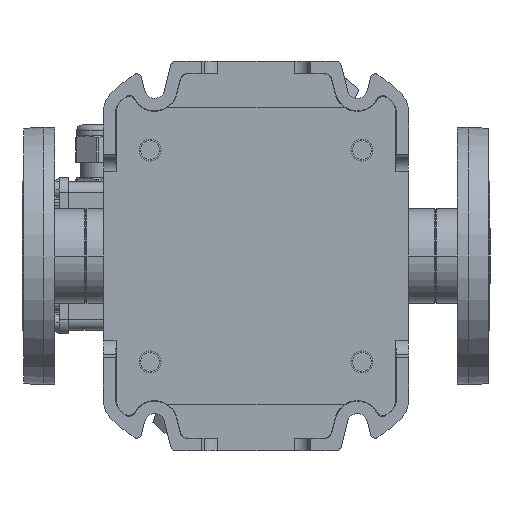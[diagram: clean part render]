
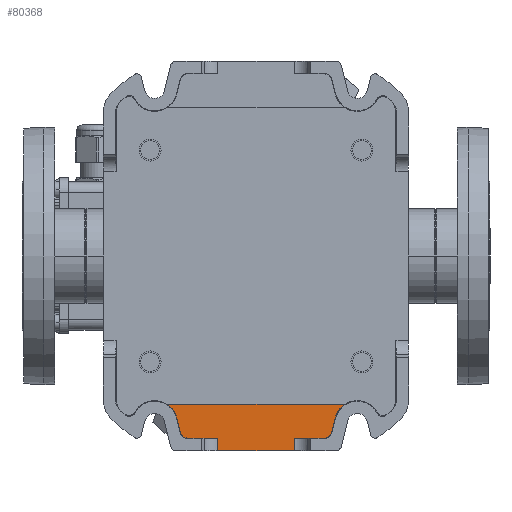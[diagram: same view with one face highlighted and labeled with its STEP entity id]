
A CAD part, front view. The second image highlights one B-rep face of the part: STEP entity #80368.
In plain terms, the highlighted planar face has unit normal (0, -1, 0).
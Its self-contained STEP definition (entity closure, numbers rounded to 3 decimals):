
#204 = DIRECTION ( 'NONE',  ( 0., 0., -1. ) ) ;
#884 = CARTESIAN_POINT ( 'NONE',  ( 57.246, 8., -95. ) ) ;
#2510 = CARTESIAN_POINT ( 'NONE',  ( 48.469, 8., -113.001 ) ) ;
#3652 = EDGE_CURVE ( 'NONE', #50749, #32761, #11470, .T. ) ;
#4460 =( BOUNDED_CURVE ( )  B_SPLINE_CURVE ( 3, ( #65919, #58024, #13505, #73788 ),
 .UNSPECIFIED., .F., .F. ) 
 B_SPLINE_CURVE_WITH_KNOTS ( ( 4, 4 ),
 ( 2.479, 3.805 ),
 .UNSPECIFIED. ) 
 CURVE ( )  GEOMETRIC_REPRESENTATION_ITEM ( )  RATIONAL_B_SPLINE_CURVE ( ( 1., 0.859, 0.859, 1. ) ) 
 REPRESENTATION_ITEM ( '' )  );
#4554 = CARTESIAN_POINT ( 'NONE',  ( -47.687, 8., -116.791 ) ) ;
#5176 = VERTEX_POINT ( 'NONE', #20270 ) ;
#6062 = VECTOR ( 'NONE', #53632, 1000. ) ;
#8520 = ORIENTED_EDGE ( 'NONE', *, *, #61311, .T. ) ;
#10198 = EDGE_LOOP ( 'NONE', ( #90277, #15295, #85633, #53871, #45931, #88449, #23825, #8520, #44551, #46826, #51025, #56874 ) ) ;
#11421 = VERTEX_POINT ( 'NONE', #74428 ) ;
#11470 = LINE ( 'NONE', #4554, #60225 ) ;
#13505 = CARTESIAN_POINT ( 'NONE',  ( -46.008, 8., -116.791 ) ) ;
#14418 = VERTEX_POINT ( 'NONE', #26122 ) ;
#14538 = EDGE_CURVE ( 'NONE', #11421, #58939, #63672, .T. ) ;
#15295 = ORIENTED_EDGE ( 'NONE', *, *, #42273, .T. ) ;
#17183 = CARTESIAN_POINT ( 'NONE',  ( 50.727, 8., -103.941 ) ) ;
#17368 = CARTESIAN_POINT ( 'NONE',  ( 43.619, 8., -116.791 ) ) ;
#18854 = VECTOR ( 'NONE', #204, 1000. ) ;
#19244 = AXIS2_PLACEMENT_3D ( 'NONE', #66636, #73539, #74509 ) ;
#20270 = CARTESIAN_POINT ( 'NONE',  ( 48.469, 8., -113.001 ) ) ;
#22371 = CIRCLE ( 'NONE', #19244, 14.709 ) ;
#23448 = CARTESIAN_POINT ( 'NONE',  ( -24.608, 8., 0. ) ) ;
#23825 = ORIENTED_EDGE ( 'NONE', *, *, #3652, .T. ) ;
#24475 = VECTOR ( 'NONE', #75081, 1000. ) ;
#24747 = EDGE_CURVE ( 'NONE', #11421, #50749, #48740, .T. ) ;
#25897 = CARTESIAN_POINT ( 'NONE',  ( 43.619, 8., -116.791 ) ) ;
#26122 = CARTESIAN_POINT ( 'NONE',  ( -48.469, 8., -113.001 ) ) ;
#26516 = CARTESIAN_POINT ( 'NONE',  ( 24.608, 8., -116.791 ) ) ;
#27107 = CARTESIAN_POINT ( 'NONE',  ( 0., 8., -124.791 ) ) ;
#27544 = EDGE_CURVE ( 'NONE', #91823, #5176, #46831, .T. ) ;
#29678 = VECTOR ( 'NONE', #47387, 1000. ) ;
#30026 = VERTEX_POINT ( 'NONE', #53430 ) ;
#30717 = EDGE_CURVE ( 'NONE', #47422, #58939, #60987, .T. ) ;
#30913 = CARTESIAN_POINT ( 'NONE',  ( -50.727, 8., -103.941 ) ) ;
#32603 = AXIS2_PLACEMENT_3D ( 'NONE', #88374, #46224, #83746 ) ;
#32761 = VERTEX_POINT ( 'NONE', #25897 ) ;
#36648 = CARTESIAN_POINT ( 'NONE',  ( -24.608, 8., -116.791 ) ) ;
#38816 = PLANE ( 'NONE',  #32603 ) ;
#39909 = DIRECTION ( 'NONE',  ( -0.242, 0., -0.97 ) ) ;
#42273 = EDGE_CURVE ( 'NONE', #14418, #76150, #4460, .T. ) ;
#43729 =( BOUNDED_CURVE ( )  B_SPLINE_CURVE ( 3, ( #17368, #55417, #47515, #2510 ),
 .UNSPECIFIED., .F., .F. ) 
 B_SPLINE_CURVE_WITH_KNOTS ( ( 4, 4 ),
 ( 2.479, 3.805 ),
 .UNSPECIFIED. ) 
 CURVE ( )  GEOMETRIC_REPRESENTATION_ITEM ( )  RATIONAL_B_SPLINE_CURVE ( ( 1., 0.859, 0.859, 1. ) ) 
 REPRESENTATION_ITEM ( '' )  );
#44551 = ORIENTED_EDGE ( 'NONE', *, *, #27544, .F. ) ;
#45124 = CARTESIAN_POINT ( 'NONE',  ( 24.608, 8., -116.791 ) ) ;
#45890 = CARTESIAN_POINT ( 'NONE',  ( 65., 8., -107.5 ) ) ;
#45931 = ORIENTED_EDGE ( 'NONE', *, *, #14538, .F. ) ;
#46224 = DIRECTION ( 'NONE',  ( 0., 1., 0. ) ) ;
#46600 = CARTESIAN_POINT ( 'NONE',  ( 50.727, 8., -103.941 ) ) ;
#46618 = EDGE_CURVE ( 'NONE', #76150, #47422, #97128, .T. ) ;
#46704 = DIRECTION ( 'NONE',  ( 1., 0., 0. ) ) ;
#46826 = ORIENTED_EDGE ( 'NONE', *, *, #65700, .F. ) ;
#46831 = LINE ( 'NONE', #17183, #84626 ) ;
#47026 = CIRCLE ( 'NONE', #58132, 14.709 ) ;
#47387 = DIRECTION ( 'NONE',  ( -1., 0., 0. ) ) ;
#47422 = VERTEX_POINT ( 'NONE', #36648 ) ;
#47515 = CARTESIAN_POINT ( 'NONE',  ( 47.891, 8., -115.32 ) ) ;
#48740 = LINE ( 'NONE', #26516, #85561 ) ;
#50749 = VERTEX_POINT ( 'NONE', #45124 ) ;
#51025 = ORIENTED_EDGE ( 'NONE', *, *, #61504, .F. ) ;
#53430 = CARTESIAN_POINT ( 'NONE',  ( -50.727, 8., -103.941 ) ) ;
#53632 = DIRECTION ( 'NONE',  ( 0.242, 0., -0.97 ) ) ;
#53871 = ORIENTED_EDGE ( 'NONE', *, *, #30717, .T. ) ;
#55417 = CARTESIAN_POINT ( 'NONE',  ( 46.008, 8., -116.791 ) ) ;
#55576 = CARTESIAN_POINT ( 'NONE',  ( -43.619, 8., -116.791 ) ) ;
#55591 = CARTESIAN_POINT ( 'NONE',  ( -47.687, 8., -116.791 ) ) ;
#56874 = ORIENTED_EDGE ( 'NONE', *, *, #76487, .T. ) ;
#56907 = CARTESIAN_POINT ( 'NONE',  ( -57.246, 8., -95. ) ) ;
#58024 = CARTESIAN_POINT ( 'NONE',  ( -47.891, 8., -115.32 ) ) ;
#58132 = AXIS2_PLACEMENT_3D ( 'NONE', #45890, #75991, #67659 ) ;
#58939 = VERTEX_POINT ( 'NONE', #97797 ) ;
#60225 = VECTOR ( 'NONE', #94965, 1000. ) ;
#60987 = LINE ( 'NONE', #23448, #18854 ) ;
#61311 = EDGE_CURVE ( 'NONE', #32761, #5176, #43729, .T. ) ;
#61504 = EDGE_CURVE ( 'NONE', #83015, #91953, #66250, .T. ) ;
#63672 = LINE ( 'NONE', #27107, #29678 ) ;
#65700 = EDGE_CURVE ( 'NONE', #91953, #91823, #47026, .T. ) ;
#65919 = CARTESIAN_POINT ( 'NONE',  ( -48.469, 8., -113.001 ) ) ;
#66250 = LINE ( 'NONE', #67718, #24475 ) ;
#66636 = CARTESIAN_POINT ( 'NONE',  ( -65., 8., -107.5 ) ) ;
#67659 = DIRECTION ( 'NONE',  ( 0., 0., 1. ) ) ;
#67718 = CARTESIAN_POINT ( 'NONE',  ( -58.463, 8., -95. ) ) ;
#71480 = EDGE_CURVE ( 'NONE', #30026, #14418, #84714, .T. ) ;
#73539 = DIRECTION ( 'NONE',  ( 0., 1., 0. ) ) ;
#73788 = CARTESIAN_POINT ( 'NONE',  ( -43.619, 8., -116.791 ) ) ;
#74428 = CARTESIAN_POINT ( 'NONE',  ( 24.608, 8., -124.791 ) ) ;
#74509 = DIRECTION ( 'NONE',  ( 0., 0., 1. ) ) ;
#75081 = DIRECTION ( 'NONE',  ( 1., 0., 0. ) ) ;
#75991 = DIRECTION ( 'NONE',  ( 0., -1., 0. ) ) ;
#76150 = VERTEX_POINT ( 'NONE', #55576 ) ;
#76487 = EDGE_CURVE ( 'NONE', #83015, #30026, #22371, .T. ) ;
#79325 = DIRECTION ( 'NONE',  ( 0., 0., 1. ) ) ;
#80368 = ADVANCED_FACE ( 'NONE', ( #88856 ), #38816, .F. ) ;
#83015 = VERTEX_POINT ( 'NONE', #56907 ) ;
#83746 = DIRECTION ( 'NONE',  ( 0., 0., 1. ) ) ;
#84626 = VECTOR ( 'NONE', #39909, 1000. ) ;
#84714 = LINE ( 'NONE', #30913, #6062 ) ;
#85561 = VECTOR ( 'NONE', #79325, 1000. ) ;
#85633 = ORIENTED_EDGE ( 'NONE', *, *, #46618, .T. ) ;
#88374 = CARTESIAN_POINT ( 'NONE',  ( 0., 8., 0. ) ) ;
#88449 = ORIENTED_EDGE ( 'NONE', *, *, #24747, .T. ) ;
#88728 = VECTOR ( 'NONE', #46704, 1000. ) ;
#88856 = FACE_OUTER_BOUND ( 'NONE', #10198, .T. ) ;
#90277 = ORIENTED_EDGE ( 'NONE', *, *, #71480, .T. ) ;
#91823 = VERTEX_POINT ( 'NONE', #46600 ) ;
#91953 = VERTEX_POINT ( 'NONE', #884 ) ;
#94965 = DIRECTION ( 'NONE',  ( 1., 0., 0. ) ) ;
#97128 = LINE ( 'NONE', #55591, #88728 ) ;
#97797 = CARTESIAN_POINT ( 'NONE',  ( -24.608, 8., -124.791 ) ) ;
